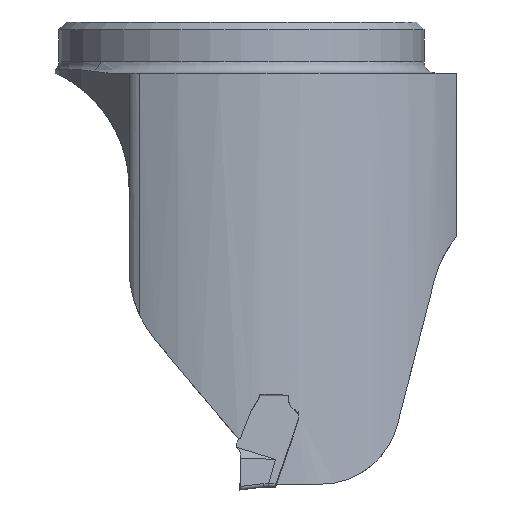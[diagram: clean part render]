
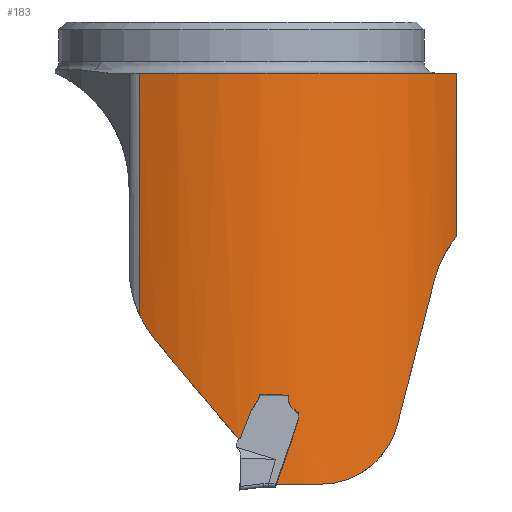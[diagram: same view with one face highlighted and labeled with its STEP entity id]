
A CAD part, left-side view. The second image highlights one B-rep face of the part: STEP entity #183.
In plain terms, the highlighted cylindrical face has radius 21.25 mm (diameter 42.5 mm), a partial arc.
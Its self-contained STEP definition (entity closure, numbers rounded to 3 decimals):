
#183=ADVANCED_FACE('CL_L_SU1',(#283),#254,.T.);
#254=CYLINDRICAL_SURFACE('',#1539,21.25);
#283=FACE_OUTER_BOUND('',#333,.T.);
#333=EDGE_LOOP('',(#671,#672,#673,#674,#675,#676,#677,#678,#679,#680,#681,
#682,#683));
#428=CIRCLE('',#1536,21.25);
#429=CIRCLE('',#1538,21.25);
#468=LINE('',#1990,#522);
#469=LINE('',#1994,#523);
#522=VECTOR('',#1671,1.);
#523=VECTOR('',#1674,1.);
#577=B_SPLINE_CURVE_WITH_KNOTS('',3,(#1985,#1986,#1987,#1988),
 .UNSPECIFIED.,.F.,.F.,(4,4),(0.,1.),.UNSPECIFIED.);
#578=B_SPLINE_CURVE_WITH_KNOTS('',3,(#1996,#1997,#1998,#1999),
 .UNSPECIFIED.,.F.,.F.,(4,4),(0.,1.),.UNSPECIFIED.);
#579=B_SPLINE_CURVE_WITH_KNOTS('',3,(#2003,#2004,#2005,#2006),
 .UNSPECIFIED.,.F.,.F.,(4,4),(0.,1.),.UNSPECIFIED.);
#580=B_SPLINE_CURVE_WITH_KNOTS('',3,(#2008,#2009,#2010,#2011,#2012,#2013,
#2014,#2015,#2016,#2017,#2018,#2019,#2020,#2021,#2022,#2023,#2024,#2025,
#2026,#2027,#2028,#2029),.UNSPECIFIED.,.F.,.F.,(4,3,3,3,3,3,3,4),(0.,0.017,
0.04,0.122,0.283,0.463,
0.731,1.),.UNSPECIFIED.);
#581=B_SPLINE_CURVE_WITH_KNOTS('',3,(#2031,#2032,#2033,#2034,#2035,#2036,
#2037),.UNSPECIFIED.,.F.,.F.,(4,3,4),(0.,0.53,1.),
 .UNSPECIFIED.);
#582=B_SPLINE_CURVE_WITH_KNOTS('',3,(#2039,#2040,#2041,#2042,#2043,#2044,
#2045,#2046,#2047,#2048,#2049,#2050,#2051,#2052,#2053,#2054),
 .UNSPECIFIED.,.F.,.F.,(4,2,2,2,2,2,2,4),(0.,0.5,0.625,
0.687,0.75,0.813,0.875,1.),.UNSPECIFIED.);
#583=B_SPLINE_CURVE_WITH_KNOTS('',3,(#2058,#2059,#2060,#2061,#2062,#2063),
 .UNSPECIFIED.,.F.,.F.,(4,2,4),(0.,0.5,1.),.UNSPECIFIED.);
#671=ORIENTED_EDGE('',*,*,#1232,.T.);
#672=ORIENTED_EDGE('',*,*,#1233,.T.);
#673=ORIENTED_EDGE('',*,*,#1234,.T.);
#674=ORIENTED_EDGE('',*,*,#1235,.F.);
#675=ORIENTED_EDGE('',*,*,#1236,.F.);
#676=ORIENTED_EDGE('',*,*,#1237,.F.);
#677=ORIENTED_EDGE('',*,*,#1238,.F.);
#678=ORIENTED_EDGE('',*,*,#1239,.F.);
#679=ORIENTED_EDGE('',*,*,#1240,.F.);
#680=ORIENTED_EDGE('',*,*,#1241,.F.);
#681=ORIENTED_EDGE('',*,*,#1242,.F.);
#682=ORIENTED_EDGE('',*,*,#1243,.F.);
#683=ORIENTED_EDGE('',*,*,#1244,.T.);
#1079=VERTEX_POINT('',#1983);
#1080=VERTEX_POINT('',#1984);
#1081=VERTEX_POINT('',#1989);
#1082=VERTEX_POINT('',#1991);
#1083=VERTEX_POINT('',#1993);
#1084=VERTEX_POINT('',#1995);
#1085=VERTEX_POINT('',#2000);
#1086=VERTEX_POINT('',#2002);
#1087=VERTEX_POINT('',#2007);
#1088=VERTEX_POINT('',#2030);
#1089=VERTEX_POINT('',#2038);
#1090=VERTEX_POINT('',#2055);
#1091=VERTEX_POINT('',#2057);
#1232=EDGE_CURVE('',#1079,#1080,#1436,.T.);
#1233=EDGE_CURVE('',#1080,#1081,#577,.T.);
#1234=EDGE_CURVE('',#1081,#1082,#468,.T.);
#1235=EDGE_CURVE('',#1083,#1082,#428,.T.);
#1236=EDGE_CURVE('',#1084,#1083,#469,.T.);
#1237=EDGE_CURVE('',#1085,#1084,#578,.T.);
#1238=EDGE_CURVE('',#1086,#1085,#1437,.T.);
#1239=EDGE_CURVE('',#1087,#1086,#579,.T.);
#1240=EDGE_CURVE('',#1088,#1087,#580,.T.);
#1241=EDGE_CURVE('',#1089,#1088,#581,.T.);
#1242=EDGE_CURVE('',#1090,#1089,#582,.T.);
#1243=EDGE_CURVE('',#1091,#1090,#429,.T.);
#1244=EDGE_CURVE('',#1091,#1079,#583,.T.);
#1436=ELLIPSE('',#1535,85.705,21.25);
#1437=ELLIPSE('',#1537,33.059,21.25);
#1535=AXIS2_PLACEMENT_3D('',#1982,#1669,#1670);
#1536=AXIS2_PLACEMENT_3D('',#1992,#1672,#1673);
#1537=AXIS2_PLACEMENT_3D('',#2001,#1675,#1676);
#1538=AXIS2_PLACEMENT_3D('',#2056,#1677,#1678);
#1539=AXIS2_PLACEMENT_3D('',#2064,#1679,#1680);
#1669=DIRECTION('',(0.,0.969,0.248));
#1670=DIRECTION('',(0.,0.248,-0.969));
#1671=DIRECTION('',(0.,0.,1.));
#1672=DIRECTION('',(0.,0.,1.));
#1673=DIRECTION('',(-1.,0.,0.));
#1674=DIRECTION('',(0.,0.,1.));
#1675=DIRECTION('',(0.,0.766,-0.643));
#1676=DIRECTION('',(0.,-0.643,-0.766));
#1677=DIRECTION('',(0.,0.,-1.));
#1678=DIRECTION('',(-1.,0.,0.));
#1679=DIRECTION('',(0.,0.,-1.));
#1680=DIRECTION('',(-1.,0.,0.));
#1982=CARTESIAN_POINT('',(3.,0.1,-89.083));
#1983=CARTESIAN_POINT('',(-13.175,-13.681,-35.236));
#1984=CARTESIAN_POINT('',(-9.754,-16.897,-22.671));
#1985=CARTESIAN_POINT('',(-9.754,-16.897,-22.671));
#1986=CARTESIAN_POINT('',(-9.172,-17.333,-20.967));
#1987=CARTESIAN_POINT('',(-8.034,-18.132,-19.667));
#1988=CARTESIAN_POINT('',(-6.595,-18.86,-18.77));
#1989=CARTESIAN_POINT('',(-6.595,-18.86,-18.77));
#1990=CARTESIAN_POINT('',(-6.595,-18.86,70.76));
#1991=CARTESIAN_POINT('',(-6.595,-18.86,-4.475));
#1992=CARTESIAN_POINT('',(3.,0.1,-4.475));
#1993=CARTESIAN_POINT('',(-16.32,8.949,-4.475));
#1994=CARTESIAN_POINT('',(-16.32,8.949,-110.675));
#1995=CARTESIAN_POINT('',(-16.32,8.949,-25.633));
#1996=CARTESIAN_POINT('',(-16.918,7.506,-27.922));
#1997=CARTESIAN_POINT('',(-16.7,8.091,-27.225));
#1998=CARTESIAN_POINT('',(-16.493,8.571,-26.463));
#1999=CARTESIAN_POINT('',(-16.32,8.949,-25.633));
#2000=CARTESIAN_POINT('',(-16.918,7.506,-27.922));
#2001=CARTESIAN_POINT('',(3.,0.1,-36.748));
#2002=CARTESIAN_POINT('',(-18.249,0.278,-36.535));
#2003=CARTESIAN_POINT('',(-18.25,0.096,-36.513));
#2004=CARTESIAN_POINT('',(-18.25,0.157,-36.52));
#2005=CARTESIAN_POINT('',(-18.25,0.218,-36.528));
#2006=CARTESIAN_POINT('',(-18.249,0.278,-36.535));
#2007=CARTESIAN_POINT('',(-18.25,0.096,-36.513));
#2008=CARTESIAN_POINT('',(-18.181,-1.617,-32.599));
#2009=CARTESIAN_POINT('',(-18.18,-1.624,-32.622));
#2010=CARTESIAN_POINT('',(-18.18,-1.628,-32.647));
#2011=CARTESIAN_POINT('',(-18.18,-1.628,-32.672));
#2012=CARTESIAN_POINT('',(-18.18,-1.629,-32.704));
#2013=CARTESIAN_POINT('',(-18.18,-1.623,-32.737));
#2014=CARTESIAN_POINT('',(-18.181,-1.612,-32.767));
#2015=CARTESIAN_POINT('',(-18.184,-1.574,-32.877));
#2016=CARTESIAN_POINT('',(-18.19,-1.502,-32.973));
#2017=CARTESIAN_POINT('',(-18.194,-1.445,-33.074));
#2018=CARTESIAN_POINT('',(-18.202,-1.332,-33.274));
#2019=CARTESIAN_POINT('',(-18.209,-1.22,-33.475));
#2020=CARTESIAN_POINT('',(-18.216,-1.107,-33.675));
#2021=CARTESIAN_POINT('',(-18.223,-0.982,-33.897));
#2022=CARTESIAN_POINT('',(-18.23,-0.823,-34.104));
#2023=CARTESIAN_POINT('',(-18.234,-0.733,-34.343));
#2024=CARTESIAN_POINT('',(-18.239,-0.597,-34.705));
#2025=CARTESIAN_POINT('',(-18.243,-0.457,-35.066));
#2026=CARTESIAN_POINT('',(-18.246,-0.319,-35.428));
#2027=CARTESIAN_POINT('',(-18.249,-0.18,-35.789));
#2028=CARTESIAN_POINT('',(-18.25,-0.042,-36.151));
#2029=CARTESIAN_POINT('',(-18.25,0.096,-36.513));
#2030=CARTESIAN_POINT('',(-18.181,-1.617,-32.599));
#2031=CARTESIAN_POINT('',(-17.821,-4.15,-32.702));
#2032=CARTESIAN_POINT('',(-17.911,-3.707,-32.676));
#2033=CARTESIAN_POINT('',(-17.987,-3.261,-32.654));
#2034=CARTESIAN_POINT('',(-18.049,-2.814,-32.636));
#2035=CARTESIAN_POINT('',(-18.104,-2.416,-32.621));
#2036=CARTESIAN_POINT('',(-18.148,-2.017,-32.608));
#2037=CARTESIAN_POINT('',(-18.181,-1.617,-32.599));
#2038=CARTESIAN_POINT('',(-17.821,-4.15,-32.702));
#2039=CARTESIAN_POINT('',(-18.011,-3.076,-40.5));
#2040=CARTESIAN_POINT('',(-17.942,-3.532,-39.18));
#2041=CARTESIAN_POINT('',(-17.858,-3.987,-37.86));
#2042=CARTESIAN_POINT('',(-17.734,-4.555,-36.212));
#2043=CARTESIAN_POINT('',(-17.708,-4.668,-35.882));
#2044=CARTESIAN_POINT('',(-17.668,-4.838,-35.388));
#2045=CARTESIAN_POINT('',(-17.655,-4.895,-35.223));
#2046=CARTESIAN_POINT('',(-17.627,-5.008,-34.893));
#2047=CARTESIAN_POINT('',(-17.629,-5.,-34.71));
#2048=CARTESIAN_POINT('',(-17.629,-5.,-34.347));
#2049=CARTESIAN_POINT('',(-17.649,-4.918,-34.179));
#2050=CARTESIAN_POINT('',(-17.714,-4.646,-33.953));
#2051=CARTESIAN_POINT('',(-17.744,-4.51,-33.84));
#2052=CARTESIAN_POINT('',(-17.832,-4.102,-33.499));
#2053=CARTESIAN_POINT('',(-17.821,-4.15,-33.067));
#2054=CARTESIAN_POINT('',(-17.821,-4.15,-32.702));
#2055=CARTESIAN_POINT('',(-18.011,-3.076,-40.5));
#2056=CARTESIAN_POINT('',(3.,0.1,-40.5));
#2057=CARTESIAN_POINT('',(-17.064,-6.9,-40.5));
#2058=CARTESIAN_POINT('',(-17.064,-6.9,-40.5));
#2059=CARTESIAN_POINT('',(-16.507,-8.496,-40.5));
#2060=CARTESIAN_POINT('',(-15.767,-9.967,-39.969));
#2061=CARTESIAN_POINT('',(-14.276,-12.354,-38.139));
#2062=CARTESIAN_POINT('',(-13.525,-13.271,-36.841));
#2063=CARTESIAN_POINT('',(-13.175,-13.681,-35.236));
#2064=CARTESIAN_POINT('',(3.,0.1,70.76));
